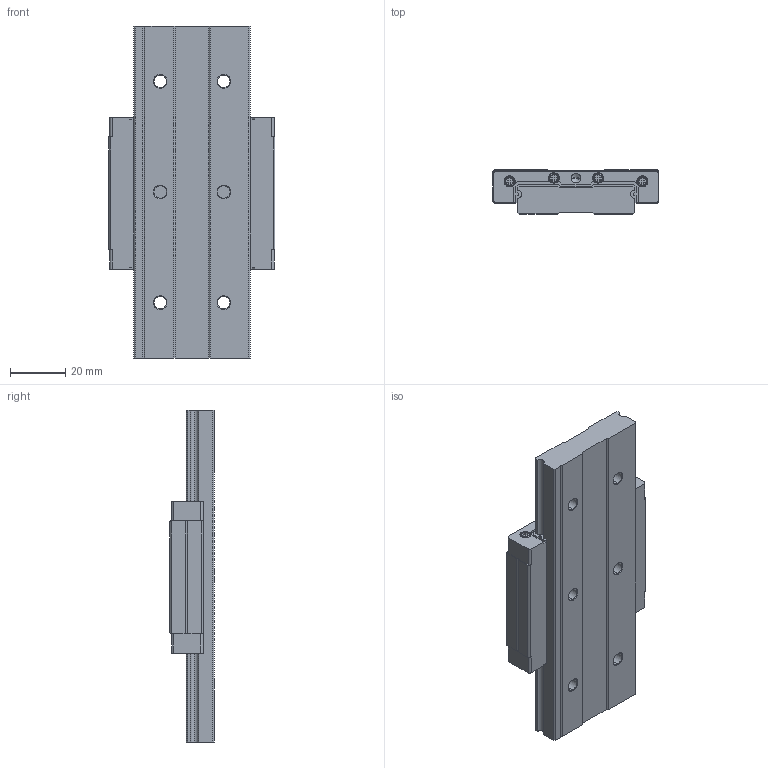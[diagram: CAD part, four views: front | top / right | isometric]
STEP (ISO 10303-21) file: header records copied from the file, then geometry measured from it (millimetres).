
FILE_DESCRIPTION (( 'STEP AP214' ), '1' );
FILE_NAME ('C_SMW15N_Assy.STEP', '2024-12-14T01:19:01', ( 'user' ), ( '' ), 'SwSTEP 2.0', 'SolidWorks 2023', '' );
FILE_SCHEMA (( 'AUTOMOTIVE_DESIGN' ));
Length unit declared in the file: millimetre
Products named in the file (3): C_SMW15_Rail; C_SMW15N_block; C_SMW15N_Assy
Assembly tree (2 placements, depth 2):
  C_SMW15N_Assy
    C_SMW15N_block
    C_SMW15_Rail
Bounding box: 60 x 16 x 120 mm (x, y, z)
Volume: 70678.3 mm3; surface area: 24697.9 mm2
Topology: 2 solids, 2 shells, 438 faces, 1180 edges, 758 vertices
Faces by surface type: plane 270, cylinder 104, cone 48, torus 16
Entity records: 13940 total; most frequent: CARTESIAN_POINT 2897, ORIENTED_EDGE 2336, DIRECTION 2226, EDGE_CURVE 1168, VERTEX_POINT 758, LINE 756, VECTOR 756, AXIS2_PLACEMENT_3D 735
